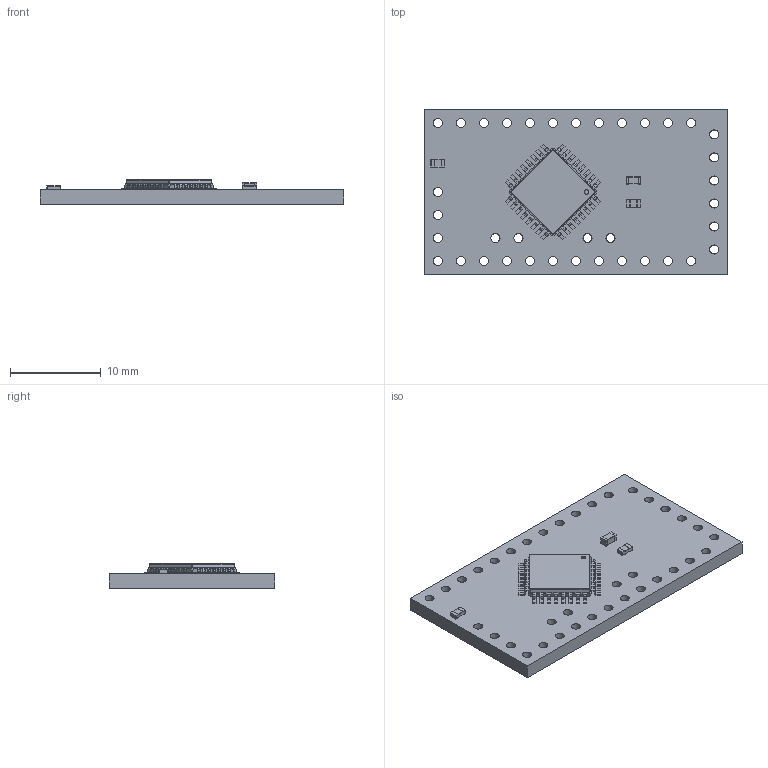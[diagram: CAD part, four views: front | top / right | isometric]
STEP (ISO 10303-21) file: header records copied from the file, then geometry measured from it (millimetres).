
FILE_DESCRIPTION(('FreeCAD Model'),'2;1');
FILE_NAME('arduino_pro_mini.step','2018-05-02T11:25:53',( 'kicad StepUp'),('ksu MCAD'),'Open CASCADE STEP processor 7.1', 'FreeCAD','Unknown');
FILE_SCHEMA(('AUTOMOTIVE_DESIGN { 1 0 10303 214 1 1 1 1 }'));
Length unit declared in the file: millimetre
Products named in the file (10): arduino_pro_mini; Board_Geoms; Pcb; PCB_Sketch; Step_Models; Top; R_0603_; TQFP-32_7x7mm_Pitch0.8mm_; R_0603_001; C_0603_
Assembly tree (9 placements, depth 4):
  arduino_pro_mini
    Board_Geoms
      Pcb
      PCB_Sketch
    Step_Models
      Top
        R_0603_
        TQFP-32_7x7mm_Pitch0.8mm_
        R_0603_001
        C_0603_
Bounding box: 33.53 x 18.29 x 2.7 mm (x, y, z)
Volume: 985 mm3; surface area: 1698.8 mm2
Topology: 5 solids, 5 shells, 651 faces, 1758 edges, 1124 vertices
Faces by surface type: plane 393, cylinder 194, bspline 64
Full cylindrical faces by diameter (mm): 0.5 x1, 1.001 x35, 1.016 x2
Entity records: 27912 total; most frequent: CARTESIAN_POINT 6999, ORIENTED_EDGE 3508, DIRECTION 3284, EDGE_CURVE 1754, LINE 1314, VECTOR 1314, VERTEX_POINT 1116, AXIS2_PLACEMENT_3D 985
